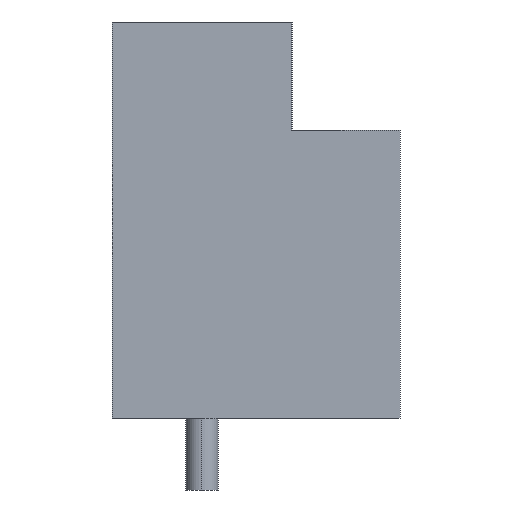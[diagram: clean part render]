
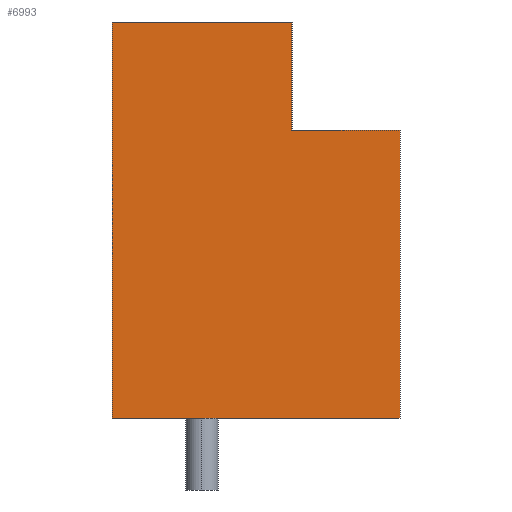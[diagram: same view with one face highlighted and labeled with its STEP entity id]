
A CAD part, left-side view. The second image highlights one B-rep face of the part: STEP entity #6993.
In plain terms, the highlighted planar face has unit normal (-1, 0, 0).
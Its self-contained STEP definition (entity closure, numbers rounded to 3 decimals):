
#6979 = ORIENTED_EDGE ( 'NONE', *, *, #10863, .T. ) ;
#6980 = ORIENTED_EDGE ( 'NONE', *, *, #10957, .F. ) ;
#6993 = ADVANCED_FACE ( 'NONE', ( #12004 ), #11989, .F. ) ;
#6994 = EDGE_LOOP ( 'NONE', ( #6995, #7057, #7060, #7063, #6979, #6980 ) ) ;
#6995 = ORIENTED_EDGE ( 'NONE', *, *, #6996, .F. ) ;
#6996 = EDGE_CURVE ( 'NONE', #6997, #10955, #11984, .T. ) ;
#6997 = VERTEX_POINT ( 'NONE', #12040 ) ;
#7057 = ORIENTED_EDGE ( 'NONE', *, *, #7058, .T. ) ;
#7058 = EDGE_CURVE ( 'NONE', #6997, #7059, #12128, .T. ) ;
#7059 = VERTEX_POINT ( 'NONE', #12124 ) ;
#7060 = ORIENTED_EDGE ( 'NONE', *, *, #7061, .F. ) ;
#7061 = EDGE_CURVE ( 'NONE', #7062, #7059, #12123, .T. ) ;
#7062 = VERTEX_POINT ( 'NONE', #12119 ) ;
#7063 = ORIENTED_EDGE ( 'NONE', *, *, #7064, .T. ) ;
#7064 = EDGE_CURVE ( 'NONE', #7062, #10864, #12118, .T. ) ;
#10863 = EDGE_CURVE ( 'NONE', #10864, #10865, #16745, .T. ) ;
#10864 = VERTEX_POINT ( 'NONE', #16741 ) ;
#10865 = VERTEX_POINT ( 'NONE', #16740 ) ;
#10955 = VERTEX_POINT ( 'NONE', #17008 ) ;
#10957 = EDGE_CURVE ( 'NONE', #10955, #10865, #17007, .T. ) ;
#11982 = VECTOR ( 'NONE', #12041, 1000. ) ;
#11983 = CARTESIAN_POINT ( 'NONE',  ( -2.5, -2.5, 8. ) ) ;
#11984 = LINE ( 'NONE', #11983, #11982 ) ;
#11985 = DIRECTION ( 'NONE',  ( 0., 1., 0. ) ) ;
#11986 = DIRECTION ( 'NONE',  ( 1., 0., 0. ) ) ;
#11987 = CARTESIAN_POINT ( 'NONE',  ( -2.5, 2.5, 11. ) ) ;
#11988 = AXIS2_PLACEMENT_3D ( 'NONE', #11987, #11986, #11985 ) ;
#11989 = PLANE ( 'NONE',  #11988 ) ;
#12004 = FACE_OUTER_BOUND ( 'NONE', #6994, .T. ) ;
#12040 = CARTESIAN_POINT ( 'NONE',  ( -2.5, -2.5, 8. ) ) ;
#12041 = DIRECTION ( 'NONE',  ( 0., -1., 0. ) ) ;
#12115 = DIRECTION ( 'NONE',  ( 0., 0., -1. ) ) ;
#12116 = VECTOR ( 'NONE', #12115, 1000. ) ;
#12117 = CARTESIAN_POINT ( 'NONE',  ( -2.5, 2.5, 11. ) ) ;
#12118 = LINE ( 'NONE', #12117, #12116 ) ;
#12119 = CARTESIAN_POINT ( 'NONE',  ( -2.5, 2.5, 11. ) ) ;
#12120 = DIRECTION ( 'NONE',  ( 0., -1., 0. ) ) ;
#12121 = VECTOR ( 'NONE', #12120, 1000. ) ;
#12122 = CARTESIAN_POINT ( 'NONE',  ( -2.5, 2.5, 11. ) ) ;
#12123 = LINE ( 'NONE', #12122, #12121 ) ;
#12124 = CARTESIAN_POINT ( 'NONE',  ( -2.5, -2.5, 11. ) ) ;
#12125 = DIRECTION ( 'NONE',  ( 0., 0., 1. ) ) ;
#12126 = VECTOR ( 'NONE', #12125, 1000. ) ;
#12127 = CARTESIAN_POINT ( 'NONE',  ( -2.5, -2.5, 8. ) ) ;
#12128 = LINE ( 'NONE', #12127, #12126 ) ;
#16740 = CARTESIAN_POINT ( 'NONE',  ( -2.5, -5.5, 0. ) ) ;
#16741 = CARTESIAN_POINT ( 'NONE',  ( -2.5, 2.5, 0. ) ) ;
#16742 = DIRECTION ( 'NONE',  ( 0., -1., 0. ) ) ;
#16743 = VECTOR ( 'NONE', #16742, 1000. ) ;
#16744 = CARTESIAN_POINT ( 'NONE',  ( -2.5, 2.5, 0. ) ) ;
#16745 = LINE ( 'NONE', #16744, #16743 ) ;
#17004 = DIRECTION ( 'NONE',  ( 0., 0., -1. ) ) ;
#17005 = VECTOR ( 'NONE', #17004, 1000. ) ;
#17006 = CARTESIAN_POINT ( 'NONE',  ( -2.5, -5.5, 11. ) ) ;
#17007 = LINE ( 'NONE', #17006, #17005 ) ;
#17008 = CARTESIAN_POINT ( 'NONE',  ( -2.5, -5.5, 8. ) ) ;
